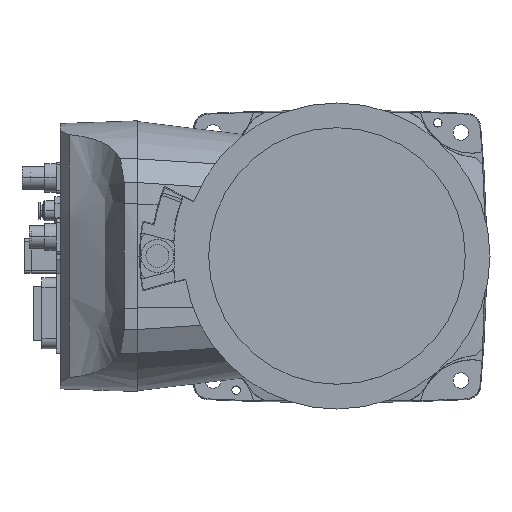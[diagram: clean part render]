
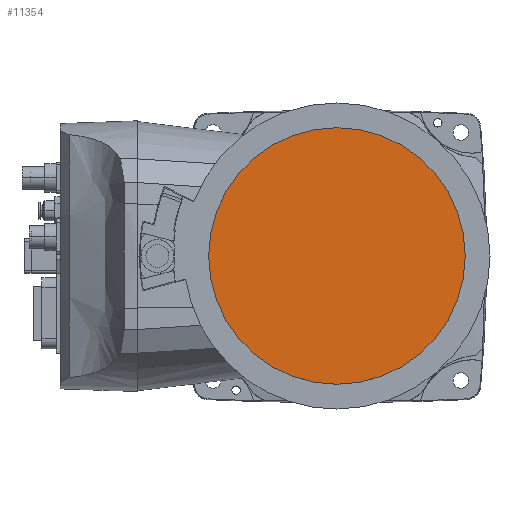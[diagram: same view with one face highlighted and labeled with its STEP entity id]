
A CAD part, top view. The second image highlights one B-rep face of the part: STEP entity #11354.
In plain terms, the highlighted planar face has unit normal (0, 0, 1).
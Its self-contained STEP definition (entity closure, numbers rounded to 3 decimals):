
#765 = CARTESIAN_POINT ( 'NONE',  ( 90., 0., 224. ) ) ;
#784 = CARTESIAN_POINT ( 'NONE',  ( 0., 0., 224. ) ) ;
#1102 = DIRECTION ( 'NONE',  ( 1., 0., 0. ) ) ;
#1847 = CARTESIAN_POINT ( 'NONE',  ( -90., 0., 224. ) ) ;
#2186 = CIRCLE ( 'NONE', #11275, 90. ) ;
#2191 = EDGE_LOOP ( 'NONE', ( #5435, #9382 ) ) ;
#3003 = DIRECTION ( 'NONE',  ( 0., 0., 1. ) ) ;
#3912 = DIRECTION ( 'NONE',  ( 1., 0., 0. ) ) ;
#5435 = ORIENTED_EDGE ( 'NONE', *, *, #10354, .F. ) ;
#5968 = AXIS2_PLACEMENT_3D ( 'NONE', #10698, #8763, #3912 ) ;
#6598 = FACE_OUTER_BOUND ( 'NONE', #2191, .T. ) ;
#7611 = DIRECTION ( 'NONE',  ( 0., 0., -1. ) ) ;
#8763 = DIRECTION ( 'NONE',  ( 0., 0., -1. ) ) ;
#8866 = CARTESIAN_POINT ( 'NONE',  ( 0., 0., 224. ) ) ;
#9216 = AXIS2_PLACEMENT_3D ( 'NONE', #8866, #3003, #1102 ) ;
#9382 = ORIENTED_EDGE ( 'NONE', *, *, #10283, .F. ) ;
#9586 = DIRECTION ( 'NONE',  ( 1., 0., 0. ) ) ;
#10283 = EDGE_CURVE ( 'NONE', #10378, #10846, #2186, .T. ) ;
#10354 = EDGE_CURVE ( 'NONE', #10846, #10378, #10643, .T. ) ;
#10378 = VERTEX_POINT ( 'NONE', #1847 ) ;
#10643 = CIRCLE ( 'NONE', #5968, 90. ) ;
#10698 = CARTESIAN_POINT ( 'NONE',  ( 0., 0., 224. ) ) ;
#10793 = PLANE ( 'NONE',  #9216 ) ;
#10846 = VERTEX_POINT ( 'NONE', #765 ) ;
#11275 = AXIS2_PLACEMENT_3D ( 'NONE', #784, #7611, #9586 ) ;
#11354 = ADVANCED_FACE ( 'NONE', ( #6598 ), #10793, .T. ) ;
